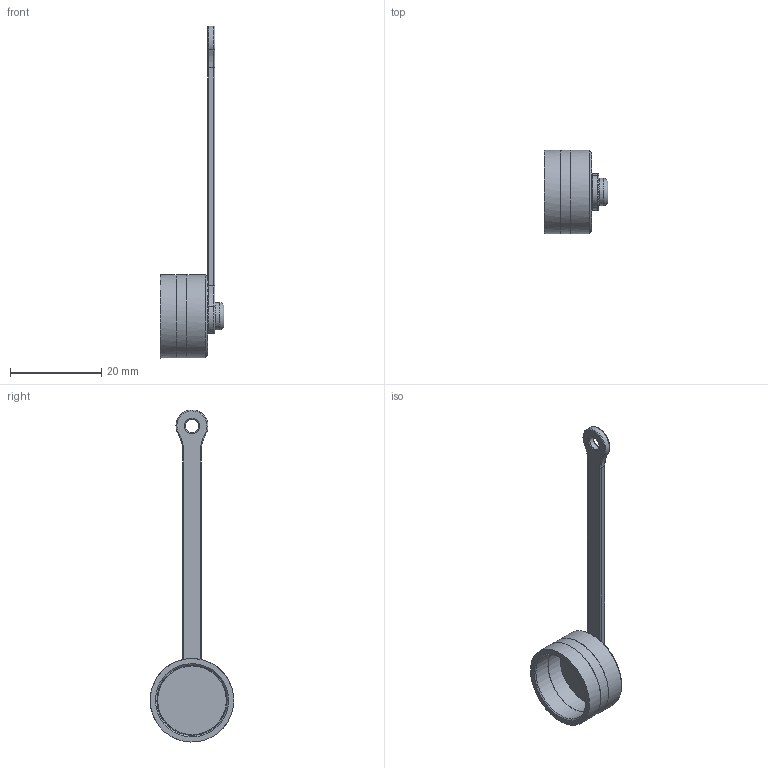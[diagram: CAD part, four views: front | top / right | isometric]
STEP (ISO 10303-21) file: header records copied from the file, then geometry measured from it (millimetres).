
FILE_DESCRIPTION((''),'2;1');
FILE_NAME('C091_00U000_120_2.stp', '2012-07-02T14:57:49',('User'),('SDRC'),'I-DEAS Master Series 9','UNIX', 'Yes');
FILE_SCHEMA(('CONFIG_CONTROL_DESIGN', 'GEOMETRIC_VALIDATION_PROPERTIES_MIM','SHAPE_APPEARANCE_LAYER_MIM'));
Length unit declared in the file: millimetre
Assembly tree (3 placements, depth 0):
Bounding box: 14 x 18.26 x 72.63 mm (x, y, z)
Volume: 1800 mm3; surface area: 2830.2 mm2
Topology: 3 solids, 3 shells, 60 faces, 115 edges, 68 vertices
Faces by surface type: bspline 60
Entity records: 2653 total; most frequent: CARTESIAN_POINT 1346, ORIENTED_EDGE 230, EDGE_CURVE 115, EDGE_LOOP 71, VERTEX_POINT 68, FACE_OUTER_BOUND 60, ADVANCED_FACE 60, PERSON 38
